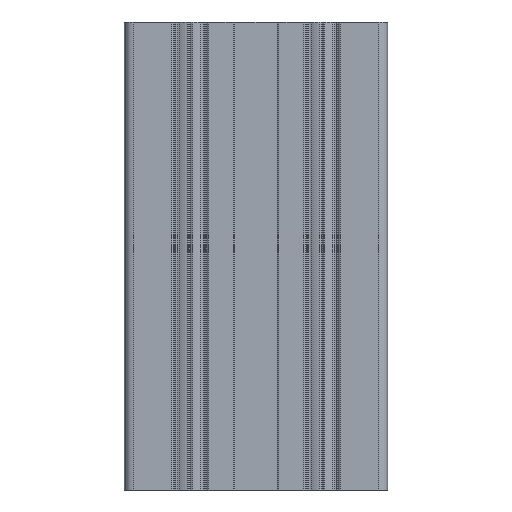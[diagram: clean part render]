
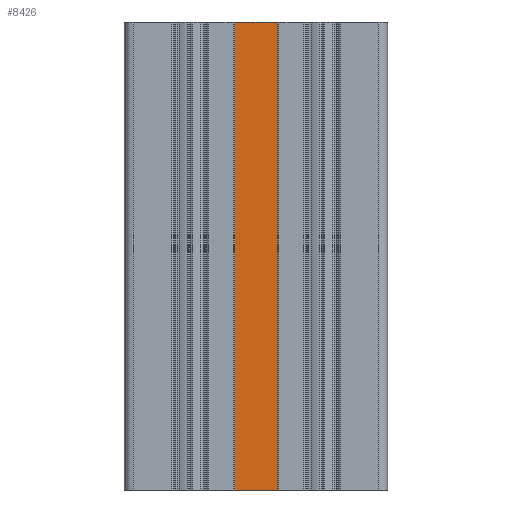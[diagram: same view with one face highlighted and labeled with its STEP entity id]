
A CAD part, left-side view. The second image highlights one B-rep face of the part: STEP entity #8426.
In plain terms, the highlighted planar face has unit normal (-1, 0, 0).
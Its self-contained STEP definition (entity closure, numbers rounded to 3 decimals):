
#433 = EDGE_CURVE ( 'NONE', #10971, #8959, #11780, .T. ) ;
#1165 = DIRECTION ( 'NONE',  ( 0., 0., 1. ) ) ;
#1459 = LINE ( 'NONE', #10126, #13068 ) ;
#1668 = CARTESIAN_POINT ( 'NONE',  ( -21.5, -7.2, -160. ) ) ;
#1682 = VECTOR ( 'NONE', #10904, 1000. ) ;
#1802 = CARTESIAN_POINT ( 'NONE',  ( -21.5, -7.2, 0. ) ) ;
#1866 = DIRECTION ( 'NONE',  ( 0., 0., 1. ) ) ;
#2067 = VERTEX_POINT ( 'NONE', #3900 ) ;
#2448 = EDGE_LOOP ( 'NONE', ( #4121, #9262, #6802, #13796 ) ) ;
#3900 = CARTESIAN_POINT ( 'NONE',  ( -21.5, 7.2, -160. ) ) ;
#4121 = ORIENTED_EDGE ( 'NONE', *, *, #433, .F. ) ;
#4125 = LINE ( 'NONE', #6514, #10444 ) ;
#4755 = CARTESIAN_POINT ( 'NONE',  ( -21.5, -7.2, 0. ) ) ;
#4933 = CARTESIAN_POINT ( 'NONE',  ( -21.5, 7.2, 0. ) ) ;
#6514 = CARTESIAN_POINT ( 'NONE',  ( -21.5, -7.2, -160. ) ) ;
#6802 = ORIENTED_EDGE ( 'NONE', *, *, #12006, .T. ) ;
#7227 = VECTOR ( 'NONE', #9794, 1000. ) ;
#8208 = EDGE_CURVE ( 'NONE', #14343, #8959, #4125, .T. ) ;
#8426 = ADVANCED_FACE ( 'NONE', ( #13289 ), #8997, .T. ) ;
#8925 = DIRECTION ( 'NONE',  ( -1., 0., 0. ) ) ;
#8926 = LINE ( 'NONE', #14394, #7227 ) ;
#8959 = VERTEX_POINT ( 'NONE', #4755 ) ;
#8997 = PLANE ( 'NONE',  #9290 ) ;
#9262 = ORIENTED_EDGE ( 'NONE', *, *, #13007, .F. ) ;
#9290 = AXIS2_PLACEMENT_3D ( 'NONE', #12192, #8925, #12340 ) ;
#9794 = DIRECTION ( 'NONE',  ( 0., -1., 0. ) ) ;
#10126 = CARTESIAN_POINT ( 'NONE',  ( -21.5, 7.2, -160. ) ) ;
#10444 = VECTOR ( 'NONE', #1866, 1000. ) ;
#10904 = DIRECTION ( 'NONE',  ( 0., -1., 0. ) ) ;
#10971 = VERTEX_POINT ( 'NONE', #4933 ) ;
#11780 = LINE ( 'NONE', #1802, #1682 ) ;
#12006 = EDGE_CURVE ( 'NONE', #2067, #14343, #8926, .T. ) ;
#12192 = CARTESIAN_POINT ( 'NONE',  ( -21.5, -7.2, -160. ) ) ;
#12340 = DIRECTION ( 'NONE',  ( 0., 0., 1. ) ) ;
#13007 = EDGE_CURVE ( 'NONE', #2067, #10971, #1459, .T. ) ;
#13068 = VECTOR ( 'NONE', #1165, 1000. ) ;
#13289 = FACE_OUTER_BOUND ( 'NONE', #2448, .T. ) ;
#13796 = ORIENTED_EDGE ( 'NONE', *, *, #8208, .T. ) ;
#14343 = VERTEX_POINT ( 'NONE', #1668 ) ;
#14394 = CARTESIAN_POINT ( 'NONE',  ( -21.5, -7.2, -160. ) ) ;
